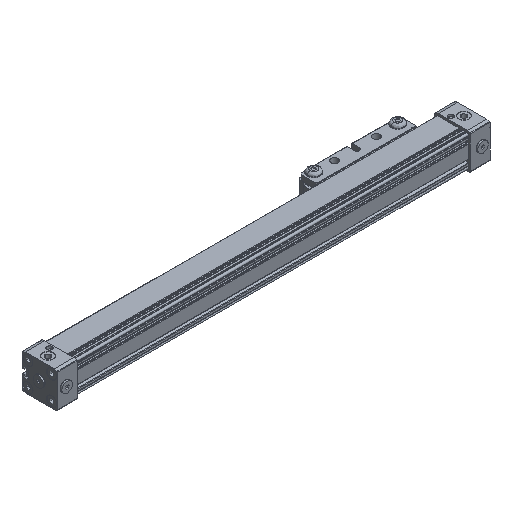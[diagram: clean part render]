
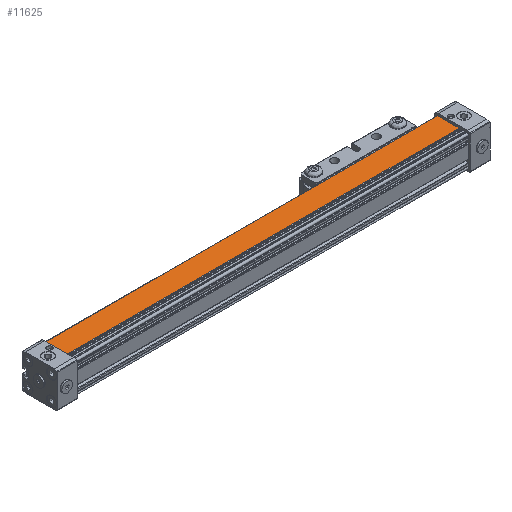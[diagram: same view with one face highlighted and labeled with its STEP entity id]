
A CAD part, isometric view. The second image highlights one B-rep face of the part: STEP entity #11625.
In plain terms, the highlighted planar face has unit normal (0, 0, 1).
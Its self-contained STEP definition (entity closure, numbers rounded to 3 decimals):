
#1948 = LINE ( 'NONE', #14153, #19734 ) ;
#2588 = DIRECTION ( 'NONE',  ( 0., 0., -1. ) ) ;
#2995 = VERTEX_POINT ( 'NONE', #18378 ) ;
#3046 = ORIENTED_EDGE ( 'NONE', *, *, #16443, .F. ) ;
#5054 = CARTESIAN_POINT ( 'NONE',  ( -250., -6.089, 11.95 ) ) ;
#5294 = VERTEX_POINT ( 'NONE', #8550 ) ;
#5547 = LINE ( 'NONE', #24942, #25001 ) ;
#5823 = CARTESIAN_POINT ( 'NONE',  ( 50., 10.381, 11.95 ) ) ;
#6976 = LINE ( 'NONE', #5054, #8061 ) ;
#7217 = DIRECTION ( 'NONE',  ( 0., -1., 0. ) ) ;
#8061 = VECTOR ( 'NONE', #7217, 1000. ) ;
#8365 = FACE_OUTER_BOUND ( 'NONE', #17397, .T. ) ;
#8550 = CARTESIAN_POINT ( 'NONE',  ( 50., -6.089, 11.95 ) ) ;
#10694 = CARTESIAN_POINT ( 'NONE',  ( -250., 10.381, 11.95 ) ) ;
#11625 = ADVANCED_FACE ( 'NONE', ( #8365 ), #22087, .F. ) ;
#11698 = VERTEX_POINT ( 'NONE', #20931 ) ;
#12475 = DIRECTION ( 'NONE',  ( -1., 0., 0. ) ) ;
#12731 = EDGE_CURVE ( 'NONE', #18097, #11698, #6976, .T. ) ;
#12829 = DIRECTION ( 'NONE',  ( 1., 0., 0. ) ) ;
#14153 = CARTESIAN_POINT ( 'NONE',  ( 50., -10.576, 11.95 ) ) ;
#16016 = ORIENTED_EDGE ( 'NONE', *, *, #18966, .F. ) ;
#16345 = AXIS2_PLACEMENT_3D ( 'NONE', #20176, #2588, #12475 ) ;
#16443 = EDGE_CURVE ( 'NONE', #5294, #11698, #5547, .T. ) ;
#16808 = ORIENTED_EDGE ( 'NONE', *, *, #12731, .T. ) ;
#17397 = EDGE_LOOP ( 'NONE', ( #3046, #19083, #16016, #16808 ) ) ;
#18097 = VERTEX_POINT ( 'NONE', #10694 ) ;
#18133 = DIRECTION ( 'NONE',  ( 0., -1., 0. ) ) ;
#18378 = CARTESIAN_POINT ( 'NONE',  ( 50., 10.381, 11.95 ) ) ;
#18966 = EDGE_CURVE ( 'NONE', #18097, #2995, #23387, .T. ) ;
#19083 = ORIENTED_EDGE ( 'NONE', *, *, #22265, .F. ) ;
#19734 = VECTOR ( 'NONE', #18133, 1000. ) ;
#20176 = CARTESIAN_POINT ( 'NONE',  ( 50., 10.381, 11.95 ) ) ;
#20931 = CARTESIAN_POINT ( 'NONE',  ( -250., -6.089, 11.95 ) ) ;
#21099 = DIRECTION ( 'NONE',  ( -1., 0., 0. ) ) ;
#22087 = PLANE ( 'NONE',  #16345 ) ;
#22265 = EDGE_CURVE ( 'NONE', #2995, #5294, #1948, .T. ) ;
#23387 = LINE ( 'NONE', #5823, #24019 ) ;
#24019 = VECTOR ( 'NONE', #12829, 1000. ) ;
#24942 = CARTESIAN_POINT ( 'NONE',  ( 50., -6.089, 11.95 ) ) ;
#25001 = VECTOR ( 'NONE', #21099, 1000. ) ;
